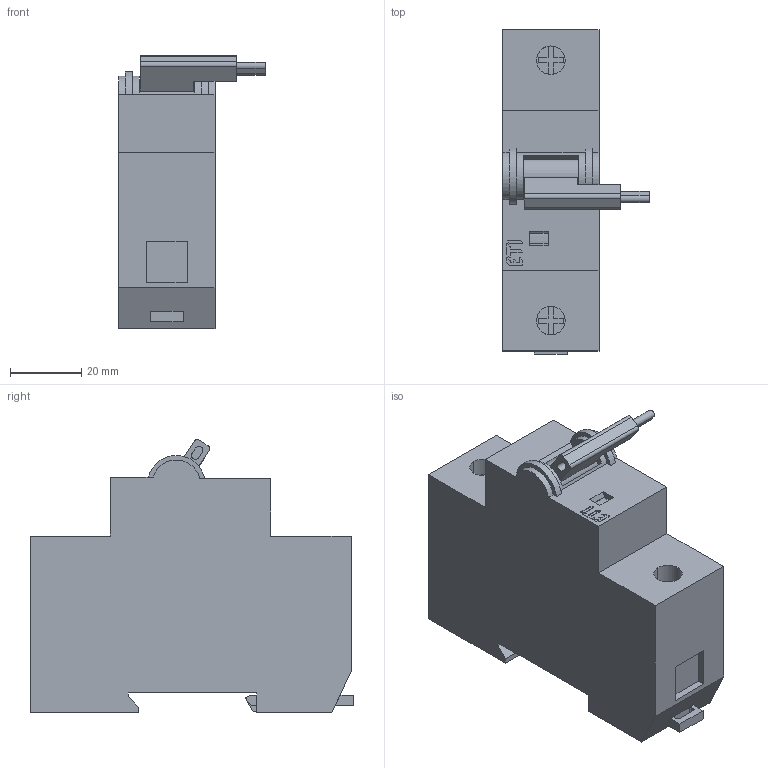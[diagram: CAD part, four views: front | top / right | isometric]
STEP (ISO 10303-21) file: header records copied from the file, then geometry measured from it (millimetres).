
FILE_DESCRIPTION((''),'2;1');
FILE_NAME('002121731_ETIMAT10_80-125A_1P_A_ASM','2022-11-23T14:38:41',('klemen.sitar'),('Audax d.o.o.'),'CREO PARAMETRIC BY PTC INC, 2021304','CREO PARAMETRIC BY PTC INC, 2021304','');
FILE_SCHEMA(('AP242_MANAGED_MODEL_BASED_3D_ENGINEERING_MIM_LF { 1 0 10303 442 1 1 4 }'));
Length unit declared in the file: millimetre
Products named in the file (12): PRT0001_1; PRT0003_1_1; PRT0003_1_2; PRT0004_1_1; PRT0004_1_2; PRT0005_1_1_1_1; PRT0005_1_1_1_2; PRT0005_1_1_1_3; PRT0004_1_3; PRT0002_1; H7_11MM_USED_FOR_ETIMAT; 002121731_ETIMAT10_80-125A_1P_A_ASM
Assembly tree (11 placements, depth 2):
  002121731_ETIMAT10_80-125A_1P_A_ASM
    PRT0001_1
    PRT0003_1_1
    PRT0003_1_2
    PRT0004_1_1
    PRT0004_1_2
    PRT0005_1_1_1_1
    PRT0005_1_1_1_2
    PRT0005_1_1_1_3
    PRT0004_1_3
    PRT0002_1
    H7_11MM_USED_FOR_ETIMAT
Bounding box: 41.1 x 90.8 x 76.58 mm (x, y, z)
Volume: 134626.5 mm3; surface area: 23802.7 mm2
Topology: 13 solids, 13 shells, 274 faces, 711 edges, 482 vertices
Faces by surface type: plane 201, cylinder 73
Entity records: 13418 total; most frequent: CARTESIAN_POINT 1534, DIRECTION 1503, ORIENTED_EDGE 1414, PRESENTATION_STYLE_ASSIGNMENT 771, STYLED_ITEM 720, EDGE_CURVE 707, CURVE_STYLE 570, VECTOR 549
